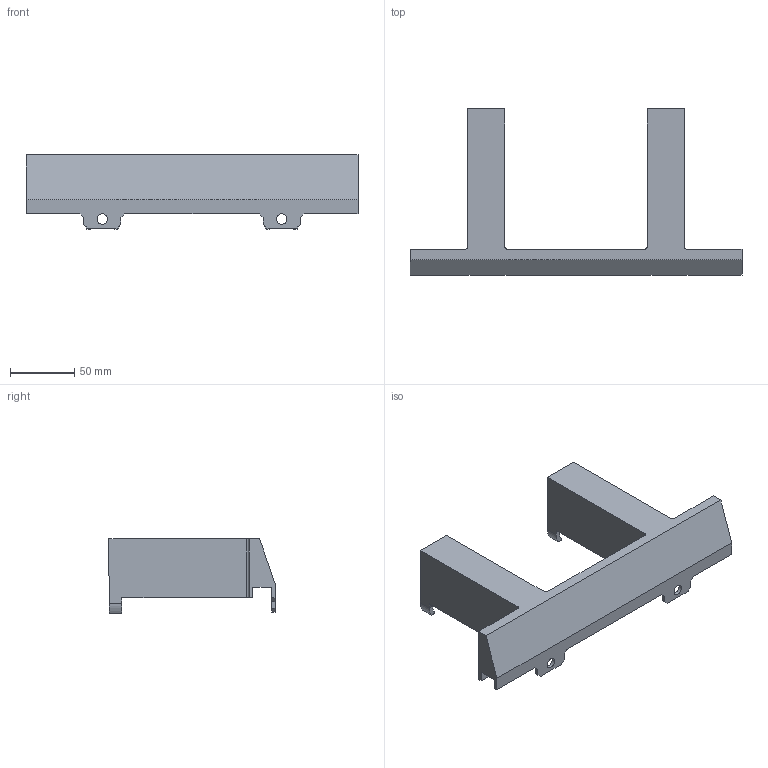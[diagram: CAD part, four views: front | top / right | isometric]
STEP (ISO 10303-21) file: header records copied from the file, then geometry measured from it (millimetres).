
FILE_DESCRIPTION(/* description */ (''),/* implementation_level */ '2;1');
FILE_NAME(/* name */ '2.6kwh battery cushion.step',/* time_stamp */ '2025-09-22T16:24:10-04:00',/* author */ (''),/* organization */ (''),/* preprocessor_version */ 'ST-DEVELOPER v20.1',/* originating_system */ 'Autodesk Translation Framework v14.17.0.0',/* authorisation */ '');
FILE_SCHEMA (('AUTOMOTIVE_DESIGN { 1 0 10303 214 3 1 1 }'));
Length unit declared in the file: millimetre
Products named in the file (1): 2.6kwh battery cushion
Bounding box: 259 x 129.53 x 58.07 mm (x, y, z)
Volume: 426115.6 mm3; surface area: 73110.7 mm2
Topology: 1 solids, 1 shells, 73 faces, 213 edges, 142 vertices
Faces by surface type: plane 49, cylinder 16, bspline 8
Full cylindrical faces by diameter (mm): 8.2 x2
Entity records: 3008 total; most frequent: CARTESIAN_POINT 1045, ORIENTED_EDGE 426, DIRECTION 373, EDGE_CURVE 213, LINE 153, VECTOR 153, VERTEX_POINT 142, AXIS2_PLACEMENT_3D 110
